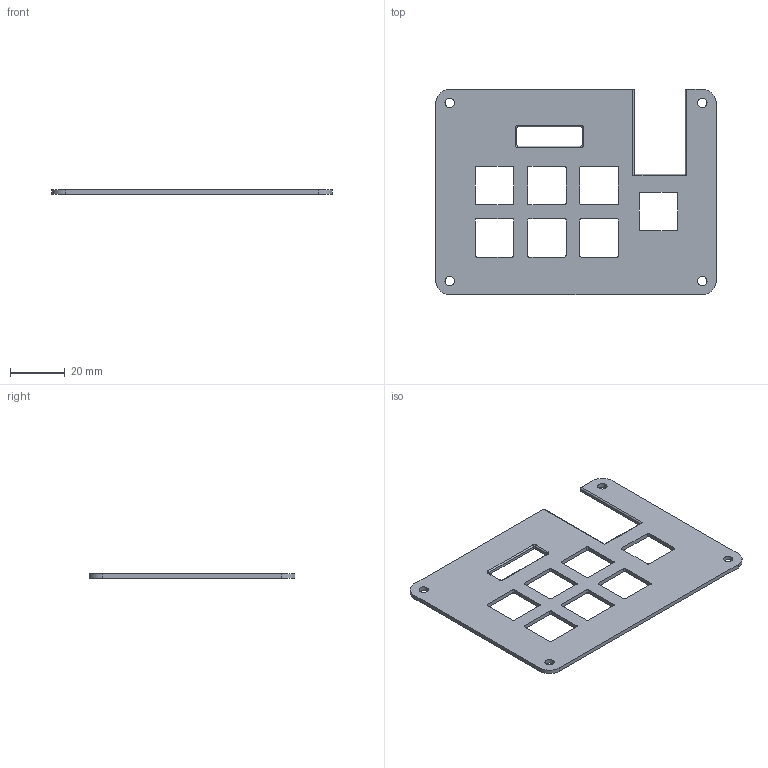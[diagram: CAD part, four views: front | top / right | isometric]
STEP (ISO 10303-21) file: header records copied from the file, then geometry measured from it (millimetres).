
FILE_DESCRIPTION(/* description */ (''),/* implementation_level */ '2;1');
FILE_NAME(/* name */ 'Top.step',/* time_stamp */ '2025-06-30T21:14:08-07:00',/* author */ (''),/* organization */ (''),/* preprocessor_version */ 'ST-DEVELOPER v20.1',/* originating_system */ 'Autodesk Translation Framework v14.10.0.0',/* authorisation */ '');
FILE_SCHEMA (('AUTOMOTIVE_DESIGN { 1 0 10303 214 3 1 1 }'));
Length unit declared in the file: millimetre
Products named in the file (1): Logan's Macropad Top
Bounding box: 102 x 74.8 x 1.5 mm (x, y, z)
Volume: 8182.4 mm3; surface area: 12235.1 mm2
Topology: 1 solids, 1 shells, 93 faces, 263 edges, 172 vertices
Faces by surface type: cylinder 47, plane 42, torus 4
Full cylindrical faces by diameter (mm): 3.4 x4
Entity records: 3114 total; most frequent: DIRECTION 547, CARTESIAN_POINT 529, ORIENTED_EDGE 526, EDGE_CURVE 263, AXIS2_PLACEMENT_3D 190, VERTEX_POINT 172, LINE 167, VECTOR 167
